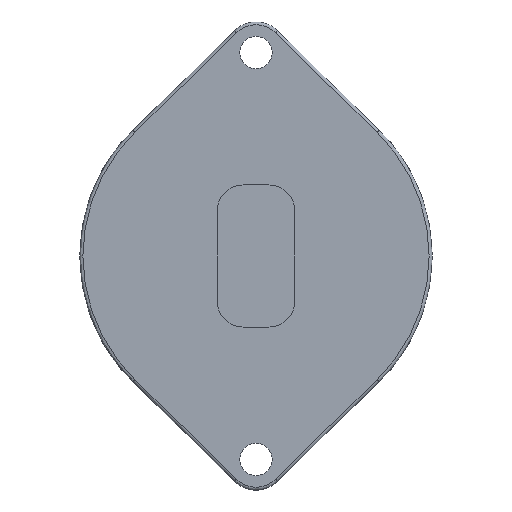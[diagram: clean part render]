
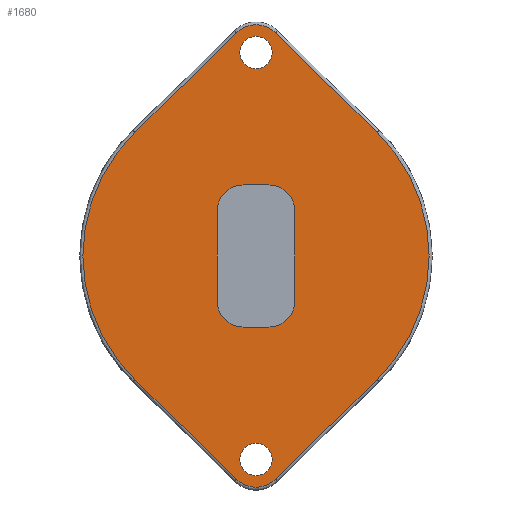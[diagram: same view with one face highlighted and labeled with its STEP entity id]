
A CAD part, front view. The second image highlights one B-rep face of the part: STEP entity #1680.
In plain terms, the highlighted free-form (B-spline) face has degree [1, 1] with [2, 2] control points.
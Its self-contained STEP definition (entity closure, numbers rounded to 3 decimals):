
#1495=CARTESIAN_POINT('',(3.009,-4.0,34.571));
#1496=VERTEX_POINT('',#1495);
#1497=CARTESIAN_POINT('',(-3.009,-4.0,34.571));
#1498=VERTEX_POINT('',#1497);
#1499=CARTESIAN_POINT('',(0.0,-4.0,31.5));
#1500=DIRECTION('',(0.0,-1.0,0.0));
#1501=DIRECTION('',(0.7,0.0,0.714));
#1502=AXIS2_PLACEMENT_3D('',#1499,#1500,#1501);
#1503=CIRCLE('',#1502,4.3);
#1504=EDGE_CURVE('n� 213',#1496,#1498,#1503,.T.);
#1505=ORIENTED_EDGE('',*,*,#1504,.T.);
#1506=CARTESIAN_POINT('',(-18.756,-4.0,19.143));
#1507=VERTEX_POINT('',#1506);
#1508=CARTESIAN_POINT('',(-3.009,-4.0,34.571));
#1509=DIRECTION('',(-0.714,0.0,-0.7));
#1510=VECTOR('',#1509,1.0);
#1511=LINE('',#1508,#1510);
#1512=EDGE_CURVE('n� 225',#1498,#1507,#1511,.T.);
#1513=ORIENTED_EDGE('',*,*,#1512,.T.);
#1514=CARTESIAN_POINT('',(-18.756,-4.0,-19.143));
#1515=VERTEX_POINT('',#1514);
#1516=CARTESIAN_POINT('',(0.0,-4.0,0.0));
#1517=DIRECTION('',(0.0,-1.0,0.0));
#1518=DIRECTION('',(-0.7,0.0,0.714));
#1519=AXIS2_PLACEMENT_3D('',#1516,#1517,#1518);
#1520=CIRCLE('',#1519,26.8);
#1521=EDGE_CURVE('n� 363',#1507,#1515,#1520,.T.);
#1522=ORIENTED_EDGE('',*,*,#1521,.T.);
#1523=CARTESIAN_POINT('',(-3.009,-4.0,-34.571));
#1524=VERTEX_POINT('',#1523);
#1525=CARTESIAN_POINT('',(-18.756,-4.0,-19.143));
#1526=DIRECTION('',(0.714,0.0,-0.7));
#1527=VECTOR('',#1526,1.0);
#1528=LINE('',#1525,#1527);
#1529=EDGE_CURVE('n� 223',#1515,#1524,#1528,.T.);
#1530=ORIENTED_EDGE('',*,*,#1529,.T.);
#1531=CARTESIAN_POINT('',(3.009,-4.0,-34.571));
#1532=VERTEX_POINT('',#1531);
#1533=CARTESIAN_POINT('',(0.0,-4.0,-31.5));
#1534=DIRECTION('',(0.0,-1.0,-0.0));
#1535=DIRECTION('',(-0.7,0.0,-0.714));
#1536=AXIS2_PLACEMENT_3D('',#1533,#1534,#1535);
#1537=CIRCLE('',#1536,4.3);
#1538=EDGE_CURVE('n� 221',#1524,#1532,#1537,.T.);
#1539=ORIENTED_EDGE('',*,*,#1538,.T.);
#1540=CARTESIAN_POINT('',(18.756,-4.0,-19.143));
#1541=VERTEX_POINT('',#1540);
#1542=CARTESIAN_POINT('',(3.009,-4.0,-34.571));
#1543=DIRECTION('',(0.714,0.0,0.7));
#1544=VECTOR('',#1543,1.0);
#1545=LINE('',#1542,#1544);
#1546=EDGE_CURVE('n� 217',#1532,#1541,#1545,.T.);
#1547=ORIENTED_EDGE('',*,*,#1546,.T.);
#1548=CARTESIAN_POINT('',(18.756,-4.0,19.143));
#1549=VERTEX_POINT('',#1548);
#1550=CARTESIAN_POINT('',(0.0,-4.0,0.0));
#1551=DIRECTION('',(0.0,-1.0,0.0));
#1552=DIRECTION('',(0.7,0.0,-0.714));
#1553=AXIS2_PLACEMENT_3D('',#1550,#1551,#1552);
#1554=CIRCLE('',#1553,26.8);
#1555=EDGE_CURVE('n� 327',#1541,#1549,#1554,.T.);
#1556=ORIENTED_EDGE('',*,*,#1555,.T.);
#1557=CARTESIAN_POINT('',(18.756,-4.0,19.143));
#1558=DIRECTION('',(-0.714,0.0,0.7));
#1559=VECTOR('',#1558,1.0);
#1560=LINE('',#1557,#1559);
#1561=EDGE_CURVE('n� 215',#1549,#1496,#1560,.T.);
#1562=ORIENTED_EDGE('',*,*,#1561,.T.);
#1563=EDGE_LOOP('',(#1505,#1513,#1522,#1530,#1539,#1547,#1556,#1562));
#1564=FACE_OUTER_BOUND('',#1563,.T.);
#1565=CARTESIAN_POINT('',(2.5,-4.0,31.5));
#1566=VERTEX_POINT('',#1565);
#1567=CARTESIAN_POINT('',(-2.5,-4.0,31.5));
#1568=VERTEX_POINT('',#1567);
#1569=CARTESIAN_POINT('',(0.0,-4.0,31.5));
#1570=DIRECTION('',(-0.0,1.0,0.0));
#1571=DIRECTION('',(1.0,0.0,0.0));
#1572=AXIS2_PLACEMENT_3D('',#1569,#1570,#1571);
#1573=CIRCLE('',#1572,2.5);
#1574=EDGE_CURVE('n� 205',#1566,#1568,#1573,.T.);
#1575=ORIENTED_EDGE('',*,*,#1574,.T.);
#1576=CARTESIAN_POINT('',(0.0,-4.0,31.5));
#1577=DIRECTION('',(0.0,1.0,0.0));
#1578=DIRECTION('',(-1.0,0.0,0.0));
#1579=AXIS2_PLACEMENT_3D('',#1576,#1577,#1578);
#1580=CIRCLE('',#1579,2.5);
#1581=EDGE_CURVE('n� 209',#1568,#1566,#1580,.T.);
#1582=ORIENTED_EDGE('',*,*,#1581,.T.);
#1583=EDGE_LOOP('',(#1575,#1582));
#1584=FACE_BOUND('',#1583,.T.);
#1585=CARTESIAN_POINT('',(2.5,-4.0,-31.5));
#1586=VERTEX_POINT('',#1585);
#1587=CARTESIAN_POINT('',(-2.5,-4.0,-31.5));
#1588=VERTEX_POINT('',#1587);
#1589=CARTESIAN_POINT('',(0.0,-4.0,-31.5));
#1590=DIRECTION('',(-0.0,1.0,0.0));
#1591=DIRECTION('',(1.0,0.0,0.0));
#1592=AXIS2_PLACEMENT_3D('',#1589,#1590,#1591);
#1593=CIRCLE('',#1592,2.5);
#1594=EDGE_CURVE('n� 197',#1586,#1588,#1593,.T.);
#1595=ORIENTED_EDGE('',*,*,#1594,.T.);
#1596=CARTESIAN_POINT('',(0.0,-4.0,-31.5));
#1597=DIRECTION('',(0.0,1.0,0.0));
#1598=DIRECTION('',(-1.0,0.0,0.0));
#1599=AXIS2_PLACEMENT_3D('',#1596,#1597,#1598);
#1600=CIRCLE('',#1599,2.5);
#1601=EDGE_CURVE('n� 201',#1588,#1586,#1600,.T.);
#1602=ORIENTED_EDGE('',*,*,#1601,.T.);
#1603=EDGE_LOOP('',(#1595,#1602));
#1604=FACE_BOUND('',#1603,.T.);
#1605=CARTESIAN_POINT('',(2.0,-4.0,-11.0));
#1606=VERTEX_POINT('',#1605);
#1607=CARTESIAN_POINT('',(-2.0,-4.0,-11.0));
#1608=VERTEX_POINT('',#1607);
#1609=CARTESIAN_POINT('',(2.0,-4.0,-11.0));
#1610=DIRECTION('',(-1.0,0.0,0.0));
#1611=VECTOR('',#1610,1.0);
#1612=LINE('',#1609,#1611);
#1613=EDGE_CURVE('n� 227',#1606,#1608,#1612,.T.);
#1614=ORIENTED_EDGE('',*,*,#1613,.T.);
#1615=CARTESIAN_POINT('',(-6.0,-4.0,-7.0));
#1616=VERTEX_POINT('',#1615);
#1617=CARTESIAN_POINT('',(-2.0,-4.0,-7.0));
#1618=DIRECTION('',(0.0,1.0,0.0));
#1619=DIRECTION('',(0.0,0.0,-1.0));
#1620=AXIS2_PLACEMENT_3D('',#1617,#1618,#1619);
#1621=CIRCLE('',#1620,4.0);
#1622=EDGE_CURVE('n� 445',#1608,#1616,#1621,.T.);
#1623=ORIENTED_EDGE('',*,*,#1622,.T.);
#1624=CARTESIAN_POINT('',(-6.0,-4.0,7.0));
#1625=VERTEX_POINT('',#1624);
#1626=CARTESIAN_POINT('',(-6.0,-4.0,-7.0));
#1627=DIRECTION('',(0.0,0.0,1.0));
#1628=VECTOR('',#1627,1.0);
#1629=LINE('',#1626,#1628);
#1630=EDGE_CURVE('n� 233',#1616,#1625,#1629,.T.);
#1631=ORIENTED_EDGE('',*,*,#1630,.T.);
#1632=CARTESIAN_POINT('',(-2.0,-4.0,11.0));
#1633=VERTEX_POINT('',#1632);
#1634=CARTESIAN_POINT('',(-2.0,-4.0,7.0));
#1635=DIRECTION('',(0.0,1.0,0.0));
#1636=DIRECTION('',(-1.0,0.0,0.0));
#1637=AXIS2_PLACEMENT_3D('',#1634,#1635,#1636);
#1638=CIRCLE('',#1637,4.0);
#1639=EDGE_CURVE('n� 437',#1625,#1633,#1638,.T.);
#1640=ORIENTED_EDGE('',*,*,#1639,.T.);
#1641=CARTESIAN_POINT('',(2.0,-4.0,11.0));
#1642=VERTEX_POINT('',#1641);
#1643=CARTESIAN_POINT('',(-2.0,-4.0,11.0));
#1644=DIRECTION('',(1.0,0.0,0.0));
#1645=VECTOR('',#1644,1.0);
#1646=LINE('',#1643,#1645);
#1647=EDGE_CURVE('n� 231',#1633,#1642,#1646,.T.);
#1648=ORIENTED_EDGE('',*,*,#1647,.T.);
#1649=CARTESIAN_POINT('',(6.0,-4.0,7.0));
#1650=VERTEX_POINT('',#1649);
#1651=CARTESIAN_POINT('',(2.0,-4.0,7.0));
#1652=DIRECTION('',(0.0,1.0,0.0));
#1653=DIRECTION('',(0.0,0.0,1.0));
#1654=AXIS2_PLACEMENT_3D('',#1651,#1652,#1653);
#1655=CIRCLE('',#1654,4.0);
#1656=EDGE_CURVE('n� 429',#1642,#1650,#1655,.T.);
#1657=ORIENTED_EDGE('',*,*,#1656,.T.);
#1658=CARTESIAN_POINT('',(6.0,-4.0,-7.0));
#1659=VERTEX_POINT('',#1658);
#1660=CARTESIAN_POINT('',(6.0,-4.0,7.0));
#1661=DIRECTION('',(0.0,0.0,-1.0));
#1662=VECTOR('',#1661,1.0);
#1663=LINE('',#1660,#1662);
#1664=EDGE_CURVE('n� 229',#1650,#1659,#1663,.T.);
#1665=ORIENTED_EDGE('',*,*,#1664,.T.);
#1666=CARTESIAN_POINT('',(2.0,-4.0,-7.0));
#1667=DIRECTION('',(-0.0,1.0,0.0));
#1668=DIRECTION('',(1.0,0.0,0.0));
#1669=AXIS2_PLACEMENT_3D('',#1666,#1667,#1668);
#1670=CIRCLE('',#1669,4.0);
#1671=EDGE_CURVE('n� 401',#1659,#1606,#1670,.T.);
#1672=ORIENTED_EDGE('',*,*,#1671,.T.);
#1673=EDGE_LOOP('',(#1614,#1623,#1631,#1640,#1648,#1657,#1665,#1672));
#1674=FACE_BOUND('',#1673,.T.);
#1675=CARTESIAN_POINT('',(27.872,-4.0,37.232));
#1676=CARTESIAN_POINT('',(27.872,-4.0,-37.232));
#1677=CARTESIAN_POINT('',(-27.872,-4.0,37.232));
#1678=CARTESIAN_POINT('',(-27.872,-4.0,-37.232));
#1679=B_SPLINE_SURFACE_WITH_KNOTS('  SPLSRF',1,1,((#1675,#1676),(#1677,#1678)),.UNSPECIFIED.,.F.,.F.,.U.,
 (2,2),(2,2),(-27.872,27.872),(-37.232,37.232),.UNSPECIFIED.);
#1680=ADVANCED_FACE('n� 1225',(#1564,#1584,#1604,#1674),#1679,.T.);
